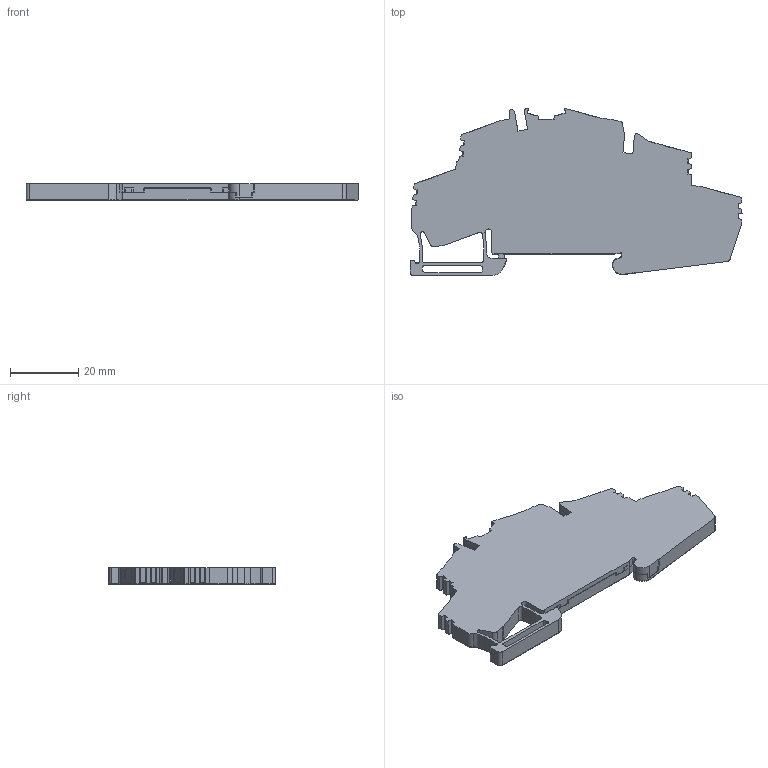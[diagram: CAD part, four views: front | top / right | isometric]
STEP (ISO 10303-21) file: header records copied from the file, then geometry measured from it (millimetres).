
FILE_DESCRIPTION (( 'STEP AP214' ), '1' );
FILE_NAME ('PYK 2.5M2FT.STP', '2017-01-26T09:41:33', ( '' ), ( '' ), 'SwSTEP 2.0', 'SolidWorks 2016', '' );
FILE_SCHEMA (( 'AUTOMOTIVE_DESIGN' ));
Length unit declared in the file: millimetre
Products named in the file (1): PYK 2.5M2FT
Bounding box: 97.26 x 48.91 x 4.95 mm (x, y, z)
Volume: 15823.8 mm3; surface area: 8629.8 mm2
Topology: 1 solids, 1 shells, 651 faces, 1882 edges, 1239 vertices
Faces by surface type: plane 432, cylinder 214, bspline 3, cone 2
Entity records: 27656 total; most frequent: CARTESIAN_POINT 4183, ORIENTED_EDGE 3764, DIRECTION 3410, EDGE_CURVE 1882, LINE 1402, VECTOR 1402, VERTEX_POINT 1239, AXIS2_PLACEMENT_3D 1004
